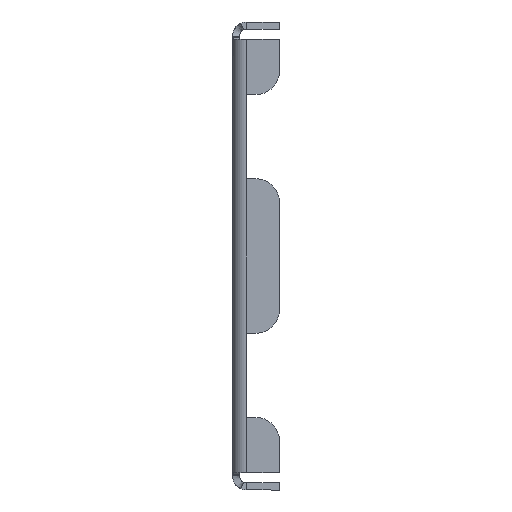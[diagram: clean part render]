
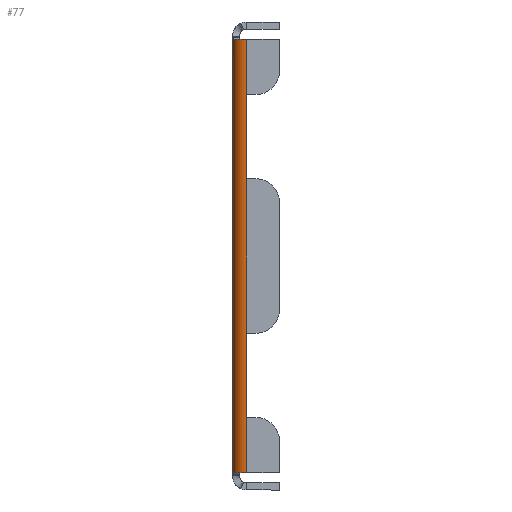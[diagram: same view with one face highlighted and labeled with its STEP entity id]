
A CAD part, left-side view. The second image highlights one B-rep face of the part: STEP entity #77.
In plain terms, the highlighted cylindrical face has radius 3 mm (diameter 6 mm), a partial arc.
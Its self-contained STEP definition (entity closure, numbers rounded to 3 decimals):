
#77 = ADVANCED_FACE ( 'NONE', ( #3852 ), #2330, .T. ) ;
#80 = LINE ( 'NONE', #3062, #1309 ) ;
#84 = ORIENTED_EDGE ( 'NONE', *, *, #1599, .F. ) ;
#87 = VERTEX_POINT ( 'NONE', #676 ) ;
#153 = ORIENTED_EDGE ( 'NONE', *, *, #3326, .F. ) ;
#203 = LINE ( 'NONE', #3577, #219 ) ;
#219 = VECTOR ( 'NONE', #3231, 1000. ) ;
#228 = B_SPLINE_CURVE_WITH_KNOTS ( 'NONE', 3,
 ( #2610, #2938, #1365, #2878, #1991, #3453 ),
 .UNSPECIFIED., .F., .F.,
 ( 4, 2, 4 ),
 ( 0., 0.5, 1. ),
 .UNSPECIFIED. ) ;
#237 = B_SPLINE_CURVE_WITH_KNOTS ( 'NONE', 3,
 ( #417, #1662, #3159, #1627 ),
 .UNSPECIFIED., .F., .F.,
 ( 4, 4 ),
 ( 0., 1. ),
 .UNSPECIFIED. ) ;
#241 = VECTOR ( 'NONE', #508, 1000. ) ;
#294 = EDGE_LOOP ( 'NONE', ( #3280, #517, #2902, #3785, #3432, #1658, #2530, #3894, #153, #84 ) ) ;
#417 = CARTESIAN_POINT ( 'NONE',  ( -120.5, 0., 46.608 ) ) ;
#450 = VERTEX_POINT ( 'NONE', #2971 ) ;
#468 = CARTESIAN_POINT ( 'NONE',  ( -123.5, -3., -16.5 ) ) ;
#508 = DIRECTION ( 'NONE',  ( 0., 0., -1. ) ) ;
#517 = ORIENTED_EDGE ( 'NONE', *, *, #1030, .F. ) ;
#637 = VERTEX_POINT ( 'NONE', #1059 ) ;
#664 = VERTEX_POINT ( 'NONE', #468 ) ;
#676 = CARTESIAN_POINT ( 'NONE',  ( -123.5, -3., -46.346 ) ) ;
#688 = VERTEX_POINT ( 'NONE', #3180 ) ;
#791 = EDGE_CURVE ( 'NONE', #3791, #87, #2121, .T. ) ;
#805 = CARTESIAN_POINT ( 'NONE',  ( -123.5, -3., 0. ) ) ;
#819 = CARTESIAN_POINT ( 'NONE',  ( -120.5, -3., 46.346 ) ) ;
#833 = DIRECTION ( 'NONE',  ( 0., 0., -1. ) ) ;
#1016 = CARTESIAN_POINT ( 'NONE',  ( -123.5, -3., 34.5 ) ) ;
#1030 = EDGE_CURVE ( 'NONE', #3750, #637, #228, .T. ) ;
#1059 = CARTESIAN_POINT ( 'NONE',  ( -120.5, 0., -46.608 ) ) ;
#1151 = CARTESIAN_POINT ( 'NONE',  ( -120.5, -3., -46.346 ) ) ;
#1167 = CARTESIAN_POINT ( 'NONE',  ( -123.5, -3., 0. ) ) ;
#1181 = CARTESIAN_POINT ( 'NONE',  ( -123.5, -3., 0. ) ) ;
#1309 = VECTOR ( 'NONE', #2733, 1000. ) ;
#1361 = EDGE_CURVE ( 'NONE', #2229, #664, #1477, .T. ) ;
#1365 = CARTESIAN_POINT ( 'NONE',  ( -121.21, -0.078, -46.412 ) ) ;
#1429 = VECTOR ( 'NONE', #3880, 1000. ) ;
#1448 = DIRECTION ( 'NONE',  ( -1., 0., 0. ) ) ;
#1477 = LINE ( 'NONE', #1167, #2771 ) ;
#1599 = EDGE_CURVE ( 'NONE', #688, #2016, #237, .T. ) ;
#1627 = CARTESIAN_POINT ( 'NONE',  ( -121.713, -0.256, 46.346 ) ) ;
#1658 = ORIENTED_EDGE ( 'NONE', *, *, #1361, .F. ) ;
#1662 = CARTESIAN_POINT ( 'NONE',  ( -120.992, 0., 46.438 ) ) ;
#1712 = CARTESIAN_POINT ( 'NONE',  ( -121.713, -0.256, -46.346 ) ) ;
#1733 = EDGE_CURVE ( 'NONE', #450, #3652, #2674, .T. ) ;
#1749 = EDGE_CURVE ( 'NONE', #3652, #2229, #2300, .T. ) ;
#1799 = AXIS2_PLACEMENT_3D ( 'NONE', #2662, #833, #2027 ) ;
#1856 = EDGE_CURVE ( 'NONE', #688, #637, #80, .T. ) ;
#1861 = VECTOR ( 'NONE', #3584, 1000. ) ;
#1908 = AXIS2_PLACEMENT_3D ( 'NONE', #819, #3001, #1448 ) ;
#1968 = AXIS2_PLACEMENT_3D ( 'NONE', #1151, #2007, #2331 ) ;
#1991 = CARTESIAN_POINT ( 'NONE',  ( -120.63, 0., -46.55 ) ) ;
#2005 = CARTESIAN_POINT ( 'NONE',  ( -123.5, -3., 16.5 ) ) ;
#2007 = DIRECTION ( 'NONE',  ( 0., 0., -1. ) ) ;
#2016 = VERTEX_POINT ( 'NONE', #3540 ) ;
#2027 = DIRECTION ( 'NONE',  ( -1., 0., 0. ) ) ;
#2121 = LINE ( 'NONE', #1181, #1861 ) ;
#2229 = VERTEX_POINT ( 'NONE', #2005 ) ;
#2300 = LINE ( 'NONE', #2343, #241 ) ;
#2330 = CYLINDRICAL_SURFACE ( 'NONE', #1799, 3. ) ;
#2331 = DIRECTION ( 'NONE',  ( -1., 0., 0. ) ) ;
#2343 = CARTESIAN_POINT ( 'NONE',  ( -123.5, -3., 0. ) ) ;
#2481 = CIRCLE ( 'NONE', #1968, 3. ) ;
#2530 = ORIENTED_EDGE ( 'NONE', *, *, #1749, .F. ) ;
#2610 = CARTESIAN_POINT ( 'NONE',  ( -121.713, -0.256, -46.346 ) ) ;
#2662 = CARTESIAN_POINT ( 'NONE',  ( -120.5, -3., 93.282 ) ) ;
#2674 = LINE ( 'NONE', #805, #1429 ) ;
#2679 = DIRECTION ( 'NONE',  ( 0., 0., -1. ) ) ;
#2733 = DIRECTION ( 'NONE',  ( 0., 0., -1. ) ) ;
#2771 = VECTOR ( 'NONE', #2679, 1000. ) ;
#2878 = CARTESIAN_POINT ( 'NONE',  ( -120.8, -0.008, -46.499 ) ) ;
#2902 = ORIENTED_EDGE ( 'NONE', *, *, #3730, .F. ) ;
#2938 = CARTESIAN_POINT ( 'NONE',  ( -121.451, -0.14, -46.376 ) ) ;
#2971 = CARTESIAN_POINT ( 'NONE',  ( -123.5, -3., 46.346 ) ) ;
#3001 = DIRECTION ( 'NONE',  ( 0., 0., 1. ) ) ;
#3062 = CARTESIAN_POINT ( 'NONE',  ( -120.5, 0., 0. ) ) ;
#3159 = CARTESIAN_POINT ( 'NONE',  ( -121.403, -0.119, 46.351 ) ) ;
#3180 = CARTESIAN_POINT ( 'NONE',  ( -120.5, 0., 46.608 ) ) ;
#3231 = DIRECTION ( 'NONE',  ( 0., 0., -1. ) ) ;
#3280 = ORIENTED_EDGE ( 'NONE', *, *, #1856, .T. ) ;
#3326 = EDGE_CURVE ( 'NONE', #2016, #450, #3739, .T. ) ;
#3432 = ORIENTED_EDGE ( 'NONE', *, *, #3729, .F. ) ;
#3453 = CARTESIAN_POINT ( 'NONE',  ( -120.5, 0., -46.608 ) ) ;
#3540 = CARTESIAN_POINT ( 'NONE',  ( -121.713, -0.256, 46.346 ) ) ;
#3577 = CARTESIAN_POINT ( 'NONE',  ( -123.5, -3., 0. ) ) ;
#3584 = DIRECTION ( 'NONE',  ( 0., 0., -1. ) ) ;
#3652 = VERTEX_POINT ( 'NONE', #1016 ) ;
#3729 = EDGE_CURVE ( 'NONE', #664, #3791, #203, .T. ) ;
#3730 = EDGE_CURVE ( 'NONE', #87, #3750, #2481, .T. ) ;
#3739 = CIRCLE ( 'NONE', #1908, 3. ) ;
#3750 = VERTEX_POINT ( 'NONE', #1712 ) ;
#3785 = ORIENTED_EDGE ( 'NONE', *, *, #791, .F. ) ;
#3791 = VERTEX_POINT ( 'NONE', #3812 ) ;
#3812 = CARTESIAN_POINT ( 'NONE',  ( -123.5, -3., -34.5 ) ) ;
#3852 = FACE_OUTER_BOUND ( 'NONE', #294, .T. ) ;
#3880 = DIRECTION ( 'NONE',  ( 0., 0., -1. ) ) ;
#3894 = ORIENTED_EDGE ( 'NONE', *, *, #1733, .F. ) ;
